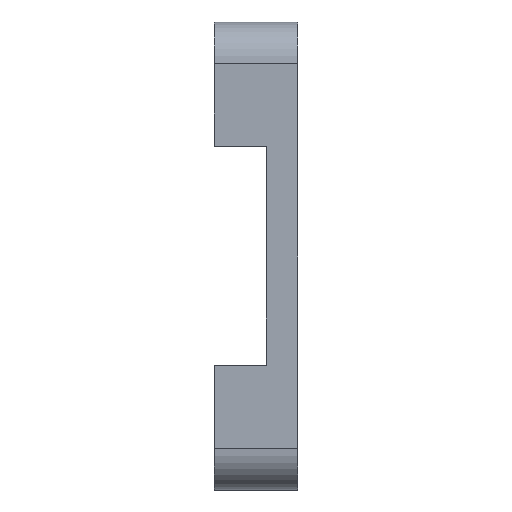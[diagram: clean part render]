
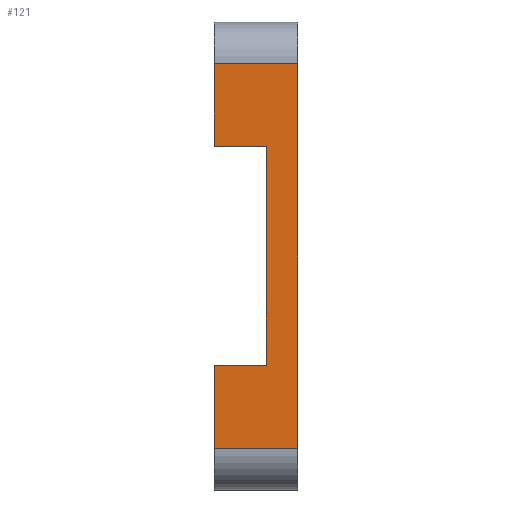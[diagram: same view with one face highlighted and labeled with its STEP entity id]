
A CAD part, left-side view. The second image highlights one B-rep face of the part: STEP entity #121.
In plain terms, the highlighted planar face has unit normal (-1, 0, 0).
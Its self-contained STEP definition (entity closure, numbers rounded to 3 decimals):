
#38 = ORIENTED_EDGE ( 'NONE', *, *, #1613, .F. ) ;
#68 = LINE ( 'NONE', #1284, #933 ) ;
#121 = ADVANCED_FACE ( 'NONE', ( #213 ), #495, .F. ) ;
#138 = VECTOR ( 'NONE', #1261, 1000. ) ;
#139 = CARTESIAN_POINT ( 'NONE',  ( -32.5, 3., -10.5 ) ) ;
#162 = CARTESIAN_POINT ( 'NONE',  ( -32.5, 8., -18.5 ) ) ;
#178 = VERTEX_POINT ( 'NONE', #139 ) ;
#199 = DIRECTION ( 'NONE',  ( 0., 0., 1. ) ) ;
#213 = FACE_OUTER_BOUND ( 'NONE', #225, .T. ) ;
#225 = EDGE_LOOP ( 'NONE', ( #245, #1214, #781, #439, #681, #265, #1384, #38 ) ) ;
#245 = ORIENTED_EDGE ( 'NONE', *, *, #893, .F. ) ;
#265 = ORIENTED_EDGE ( 'NONE', *, *, #419, .F. ) ;
#283 = DIRECTION ( 'NONE',  ( 0., 0., 1. ) ) ;
#297 = VERTEX_POINT ( 'NONE', #981 ) ;
#308 = CARTESIAN_POINT ( 'NONE',  ( -32.5, 8., -10.5 ) ) ;
#310 = VERTEX_POINT ( 'NONE', #308 ) ;
#336 = VERTEX_POINT ( 'NONE', #1144 ) ;
#352 = VERTEX_POINT ( 'NONE', #1390 ) ;
#353 = EDGE_CURVE ( 'NONE', #178, #310, #741, .T. ) ;
#380 = DIRECTION ( 'NONE',  ( 1., 0., 0. ) ) ;
#391 = VERTEX_POINT ( 'NONE', #988 ) ;
#407 = LINE ( 'NONE', #1500, #786 ) ;
#419 = EDGE_CURVE ( 'NONE', #391, #336, #1150, .T. ) ;
#439 = ORIENTED_EDGE ( 'NONE', *, *, #1280, .T. ) ;
#495 = PLANE ( 'NONE',  #1386 ) ;
#498 = LINE ( 'NONE', #162, #1245 ) ;
#517 = VERTEX_POINT ( 'NONE', #750 ) ;
#637 = DIRECTION ( 'NONE',  ( 0., 0., -1. ) ) ;
#681 = ORIENTED_EDGE ( 'NONE', *, *, #863, .T. ) ;
#702 = CARTESIAN_POINT ( 'NONE',  ( -32.5, 3., -10.5 ) ) ;
#741 = LINE ( 'NONE', #702, #138 ) ;
#750 = CARTESIAN_POINT ( 'NONE',  ( -32.5, 3., 10.552 ) ) ;
#781 = ORIENTED_EDGE ( 'NONE', *, *, #1062, .F. ) ;
#786 = VECTOR ( 'NONE', #283, 1000. ) ;
#863 = EDGE_CURVE ( 'NONE', #352, #336, #1012, .T. ) ;
#867 = CARTESIAN_POINT ( 'NONE',  ( -32.5, 8., -18.5 ) ) ;
#886 = EDGE_CURVE ( 'NONE', #1372, #391, #1138, .T. ) ;
#889 = DIRECTION ( 'NONE',  ( 0., 0., 1. ) ) ;
#891 = LINE ( 'NONE', #1045, #1140 ) ;
#893 = EDGE_CURVE ( 'NONE', #178, #517, #68, .T. ) ;
#933 = VECTOR ( 'NONE', #889, 1000. ) ;
#981 = CARTESIAN_POINT ( 'NONE',  ( -32.5, 8., -18.5 ) ) ;
#988 = CARTESIAN_POINT ( 'NONE',  ( -32.5, 8., 18.5 ) ) ;
#1012 = LINE ( 'NONE', #1678, #1495 ) ;
#1018 = DIRECTION ( 'NONE',  ( 0., -1., 0. ) ) ;
#1045 = CARTESIAN_POINT ( 'NONE',  ( -32.5, 3., 10.552 ) ) ;
#1062 = EDGE_CURVE ( 'NONE', #297, #310, #407, .T. ) ;
#1081 = DIRECTION ( 'NONE',  ( 0., -1., 0. ) ) ;
#1136 = VECTOR ( 'NONE', #1018, 1000. ) ;
#1138 = LINE ( 'NONE', #867, #1441 ) ;
#1140 = VECTOR ( 'NONE', #1425, 1000. ) ;
#1144 = CARTESIAN_POINT ( 'NONE',  ( -32.5, 0., 18.5 ) ) ;
#1150 = LINE ( 'NONE', #1420, #1136 ) ;
#1193 = CARTESIAN_POINT ( 'NONE',  ( -32.5, 8., 10.552 ) ) ;
#1214 = ORIENTED_EDGE ( 'NONE', *, *, #353, .T. ) ;
#1245 = VECTOR ( 'NONE', #1081, 1000. ) ;
#1261 = DIRECTION ( 'NONE',  ( 0., 1., 0. ) ) ;
#1280 = EDGE_CURVE ( 'NONE', #297, #352, #498, .T. ) ;
#1284 = CARTESIAN_POINT ( 'NONE',  ( -32.5, 3., -10.5 ) ) ;
#1372 = VERTEX_POINT ( 'NONE', #1193 ) ;
#1384 = ORIENTED_EDGE ( 'NONE', *, *, #886, .F. ) ;
#1386 = AXIS2_PLACEMENT_3D ( 'NONE', #1731, #380, #637 ) ;
#1390 = CARTESIAN_POINT ( 'NONE',  ( -32.5, 0., -18.5 ) ) ;
#1410 = DIRECTION ( 'NONE',  ( 0., 0., 1. ) ) ;
#1420 = CARTESIAN_POINT ( 'NONE',  ( -32.5, 8., 18.5 ) ) ;
#1425 = DIRECTION ( 'NONE',  ( 0., 1., 0. ) ) ;
#1441 = VECTOR ( 'NONE', #1410, 1000. ) ;
#1495 = VECTOR ( 'NONE', #199, 1000. ) ;
#1500 = CARTESIAN_POINT ( 'NONE',  ( -32.5, 8., -18.5 ) ) ;
#1613 = EDGE_CURVE ( 'NONE', #517, #1372, #891, .T. ) ;
#1678 = CARTESIAN_POINT ( 'NONE',  ( -32.5, 0., -18.5 ) ) ;
#1731 = CARTESIAN_POINT ( 'NONE',  ( -32.5, 8., -18.5 ) ) ;
